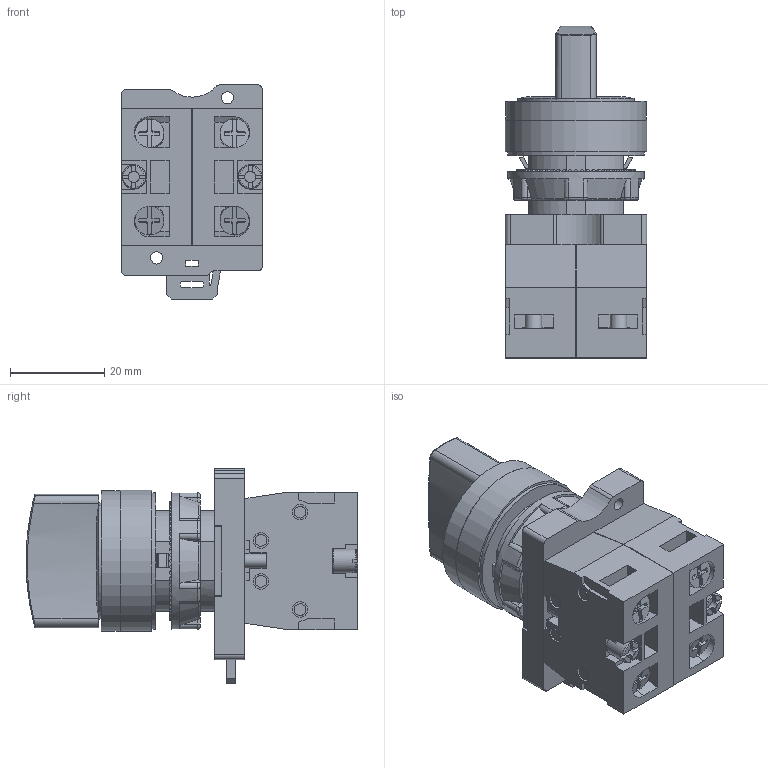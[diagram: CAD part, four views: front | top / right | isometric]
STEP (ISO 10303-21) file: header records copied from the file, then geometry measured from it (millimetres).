
FILE_DESCRIPTION(('STEP AP203'), '1');
FILE_NAME('MTB2-EDZ114', '2024-09-10T08:47:21', (''), (''), 'C3D Converter', 'C3D Toolkit', '');
FILE_SCHEMA(('CONFIG_CONTROL_DESIGN'));
Length unit declared in the file: millimetre
Bounding box: 30 x 70.5 x 45.5 mm (x, y, z)
Volume: 40340.5 mm3; surface area: 18398.2 mm2
Topology: 1 solids, 1 shells, 917 faces, 2545 edges, 1664 vertices
Faces by surface type: plane 375, cylinder 296, bspline 193, torus 43, cone 10
Full cylindrical faces by diameter (mm): 2.4 x2, 2.5 x10, 2.6 x2, 3 x2, 3.3 x8, 3.5 x4, 5 x2, 6.2 x4, 24.8 x1, 25.2 x1, 29 x2, 29.8 x1, 30 x1
Entity records: 43983 total; most frequent: CARTESIAN_POINT 14445, ORIENTED_EDGE 5000, DIRECTION 4048, EDGE_CURVE 2500, VERTEX_POINT 1664, AXIS2_PLACEMENT_3D 1466, LINE 1116, VECTOR 1116
